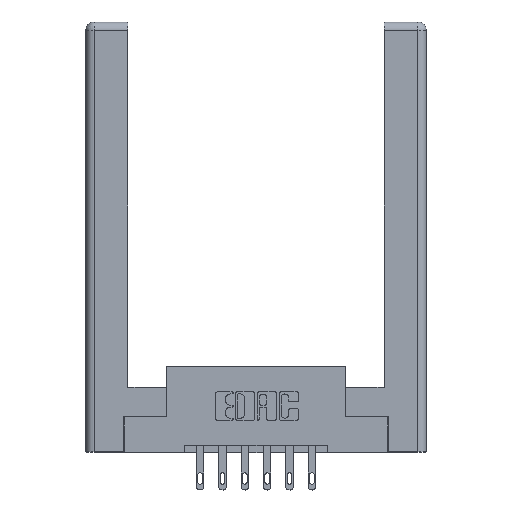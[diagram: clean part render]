
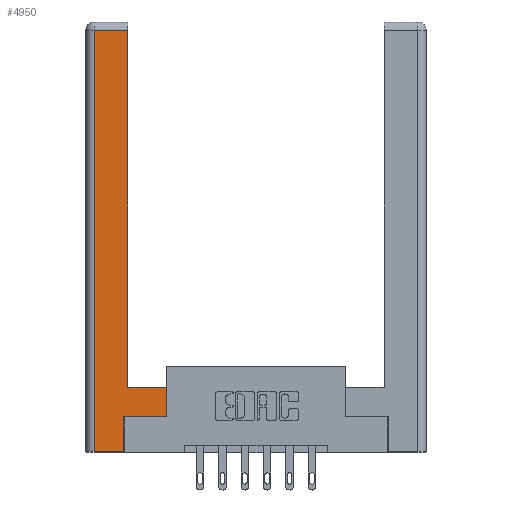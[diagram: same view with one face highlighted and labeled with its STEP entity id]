
A CAD part, top view. The second image highlights one B-rep face of the part: STEP entity #4950.
In plain terms, the highlighted planar face has unit normal (0, 0, 1).
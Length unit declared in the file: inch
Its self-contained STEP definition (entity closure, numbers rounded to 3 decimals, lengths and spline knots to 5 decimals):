
#25 = CARTESIAN_POINT ( 'NONE',  ( 0.295, 2.94, 0. ) ) ;
#63 = CARTESIAN_POINT ( 'NONE',  ( 0.565, 0.245, 0. ) ) ;
#427 = VERTEX_POINT ( 'NONE', #6647 ) ;
#464 = ORIENTED_EDGE ( 'NONE', *, *, #3974, .T. ) ;
#483 = VERTEX_POINT ( 'NONE', #8731 ) ;
#545 = VECTOR ( 'NONE', #9334, 39.37008 ) ;
#612 = CARTESIAN_POINT ( 'NONE',  ( 0., 0., 0. ) ) ;
#779 = DIRECTION ( 'NONE',  ( 0., 0., -1. ) ) ;
#828 = DIRECTION ( 'NONE',  ( 0., 1., 0. ) ) ;
#885 = DIRECTION ( 'NONE',  ( 0., 1., 0. ) ) ;
#953 = VECTOR ( 'NONE', #885, 39.37008 ) ;
#1628 = EDGE_CURVE ( 'NONE', #6983, #9266, #8269, .T. ) ;
#1885 = EDGE_CURVE ( 'NONE', #6346, #483, #9846, .T. ) ;
#2588 = VERTEX_POINT ( 'NONE', #11279 ) ;
#2723 = VECTOR ( 'NONE', #11168, 39.37008 ) ;
#2830 = CARTESIAN_POINT ( 'NONE',  ( 0.295, 3., 0. ) ) ;
#3735 = VECTOR ( 'NONE', #11601, 39.37008 ) ;
#3789 = ORIENTED_EDGE ( 'NONE', *, *, #6424, .T. ) ;
#3800 = ORIENTED_EDGE ( 'NONE', *, *, #6427, .T. ) ;
#3805 = ORIENTED_EDGE ( 'NONE', *, *, #1885, .T. ) ;
#3843 = VECTOR ( 'NONE', #11098, 39.37008 ) ;
#3974 = EDGE_CURVE ( 'NONE', #7835, #6038, #6709, .T. ) ;
#4333 = AXIS2_PLACEMENT_3D ( 'NONE', #612, #779, #6231 ) ;
#4903 = VECTOR ( 'NONE', #828, 39.37008 ) ;
#4927 = VECTOR ( 'NONE', #8071, 39.37008 ) ;
#4928 = EDGE_CURVE ( 'NONE', #2588, #7835, #7368, .T. ) ;
#4950 = ADVANCED_FACE ( 'NONE', ( #9780 ), #11690, .F. ) ;
#5459 = LINE ( 'NONE', #6683, #545 ) ;
#6007 = CARTESIAN_POINT ( 'NONE',  ( 0.295, 0.45, 0. ) ) ;
#6038 = VERTEX_POINT ( 'NONE', #9691 ) ;
#6231 = DIRECTION ( 'NONE',  ( -1., 0., 0. ) ) ;
#6346 = VERTEX_POINT ( 'NONE', #63 ) ;
#6424 = EDGE_CURVE ( 'NONE', #427, #6346, #8885, .T. ) ;
#6427 = EDGE_CURVE ( 'NONE', #9266, #2588, #5459, .T. ) ;
#6647 = CARTESIAN_POINT ( 'NONE',  ( 0.265, 0.245, 0. ) ) ;
#6683 = CARTESIAN_POINT ( 'NONE',  ( 0.0615, 2.94, 0. ) ) ;
#6709 = LINE ( 'NONE', #11172, #7152 ) ;
#6745 = EDGE_CURVE ( 'NONE', #483, #6983, #9308, .T. ) ;
#6774 = EDGE_LOOP ( 'NONE', ( #10189, #3800, #10377, #464, #9243, #3789, #3805, #9474 ) ) ;
#6983 = VERTEX_POINT ( 'NONE', #6007 ) ;
#7152 = VECTOR ( 'NONE', #8464, 39.37008 ) ;
#7368 = LINE ( 'NONE', #9711, #4927 ) ;
#7826 = EDGE_CURVE ( 'NONE', #6038, #427, #10054, .T. ) ;
#7835 = VERTEX_POINT ( 'NONE', #9883 ) ;
#8071 = DIRECTION ( 'NONE',  ( 0., -1., 0. ) ) ;
#8269 = LINE ( 'NONE', #2830, #953 ) ;
#8464 = DIRECTION ( 'NONE',  ( 1., 0., 0. ) ) ;
#8498 = CARTESIAN_POINT ( 'NONE',  ( 0.565, 0.245, 0. ) ) ;
#8543 = CARTESIAN_POINT ( 'NONE',  ( 0.565, 0.45, 0. ) ) ;
#8731 = CARTESIAN_POINT ( 'NONE',  ( 0.565, 0.45, 0. ) ) ;
#8885 = LINE ( 'NONE', #8498, #2723 ) ;
#9243 = ORIENTED_EDGE ( 'NONE', *, *, #7826, .T. ) ;
#9266 = VERTEX_POINT ( 'NONE', #25 ) ;
#9308 = LINE ( 'NONE', #11727, #3735 ) ;
#9334 = DIRECTION ( 'NONE',  ( -1., 0., 0. ) ) ;
#9474 = ORIENTED_EDGE ( 'NONE', *, *, #6745, .T. ) ;
#9691 = CARTESIAN_POINT ( 'NONE',  ( 0.265, 0., 0. ) ) ;
#9711 = CARTESIAN_POINT ( 'NONE',  ( 0.0615, 0., 0. ) ) ;
#9780 = FACE_OUTER_BOUND ( 'NONE', #6774, .T. ) ;
#9846 = LINE ( 'NONE', #8543, #3843 ) ;
#9883 = CARTESIAN_POINT ( 'NONE',  ( 0.0615, 0., 0. ) ) ;
#10054 = LINE ( 'NONE', #11855, #4903 ) ;
#10189 = ORIENTED_EDGE ( 'NONE', *, *, #1628, .T. ) ;
#10377 = ORIENTED_EDGE ( 'NONE', *, *, #4928, .T. ) ;
#11098 = DIRECTION ( 'NONE',  ( 0., 1., 0. ) ) ;
#11168 = DIRECTION ( 'NONE',  ( 1., 0., 0. ) ) ;
#11172 = CARTESIAN_POINT ( 'NONE',  ( 0.265, 0., 0. ) ) ;
#11279 = CARTESIAN_POINT ( 'NONE',  ( 0.0615, 2.94, 0. ) ) ;
#11601 = DIRECTION ( 'NONE',  ( -1., 0., 0. ) ) ;
#11690 = PLANE ( 'NONE',  #4333 ) ;
#11727 = CARTESIAN_POINT ( 'NONE',  ( 0.295, 0.45, 0. ) ) ;
#11855 = CARTESIAN_POINT ( 'NONE',  ( 0.265, 0.245, 0. ) ) ;
